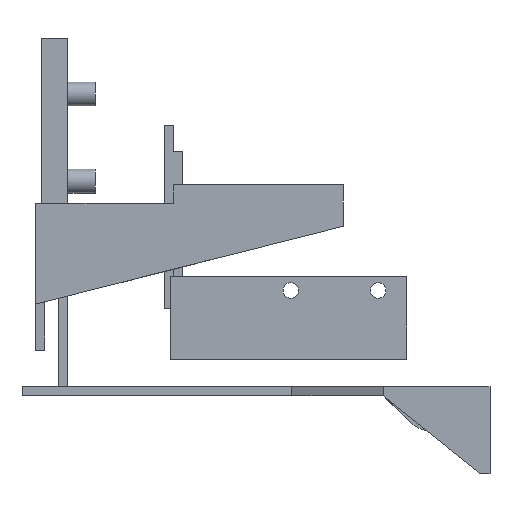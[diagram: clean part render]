
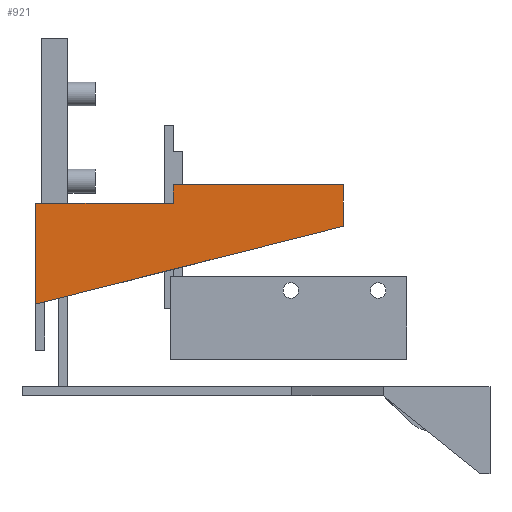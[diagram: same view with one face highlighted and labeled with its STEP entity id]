
A CAD part, front view. The second image highlights one B-rep face of the part: STEP entity #921.
In plain terms, the highlighted planar face has unit normal (0, -1, 0).
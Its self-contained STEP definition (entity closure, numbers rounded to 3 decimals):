
#803=CARTESIAN_POINT('',(28.,-2.,42.));
#804=VERTEX_POINT('',#803);
#819=CARTESIAN_POINT('',(-2.,-2.,42.));
#820=VERTEX_POINT('',#819);
#827=CARTESIAN_POINT('',(28.,-2.,42.));
#828=DIRECTION('',(-1.,-0.,0.));
#829=VECTOR('',#828,30.);
#830=LINE('',#827,#829);
#831=EDGE_CURVE('',#804,#820,#830,.T.);
#875=CARTESIAN_POINT('',(0.,-2.,40.));
#876=DIRECTION('',(0.,-1.,0.));
#877=DIRECTION('',(1.,0.,0.));
#878=AXIS2_PLACEMENT_3D('',#875,#876,#877);
#879=PLANE('',#878);
#880=CARTESIAN_POINT('',(-2.,-2.,20.));
#881=VERTEX_POINT('',#880);
#882=CARTESIAN_POINT('',(-2.,-2.,20.));
#883=DIRECTION('',(0.,0.,1.));
#884=VECTOR('',#883,22.);
#885=LINE('',#882,#884);
#886=EDGE_CURVE('',#881,#820,#885,.T.);
#887=ORIENTED_EDGE('',*,*,#886,.F.);
#888=CARTESIAN_POINT('',(65.,-2.,37.));
#889=VERTEX_POINT('',#888);
#890=CARTESIAN_POINT('',(-2.,-2.,20.));
#891=DIRECTION('',(0.969,0.,0.246));
#892=VECTOR('',#891,69.123);
#893=LINE('',#890,#892);
#894=EDGE_CURVE('',#881,#889,#893,.T.);
#895=ORIENTED_EDGE('',*,*,#894,.T.);
#896=CARTESIAN_POINT('',(65.,-2.,46.));
#897=VERTEX_POINT('',#896);
#898=CARTESIAN_POINT('',(65.,-2.,46.));
#899=DIRECTION('',(0.,0.,-1.));
#900=VECTOR('',#899,9.);
#901=LINE('',#898,#900);
#902=EDGE_CURVE('',#897,#889,#901,.T.);
#903=ORIENTED_EDGE('',*,*,#902,.F.);
#904=CARTESIAN_POINT('',(28.,-2.,46.));
#905=VERTEX_POINT('',#904);
#906=CARTESIAN_POINT('',(65.,-2.,46.));
#907=DIRECTION('',(-1.,-0.,0.));
#908=VECTOR('',#907,37.);
#909=LINE('',#906,#908);
#910=EDGE_CURVE('',#897,#905,#909,.T.);
#911=ORIENTED_EDGE('',*,*,#910,.T.);
#912=CARTESIAN_POINT('',(28.,-2.,46.));
#913=DIRECTION('',(0.,0.,-1.));
#914=VECTOR('',#913,4.);
#915=LINE('',#912,#914);
#916=EDGE_CURVE('',#905,#804,#915,.T.);
#917=ORIENTED_EDGE('',*,*,#916,.T.);
#918=ORIENTED_EDGE('',*,*,#831,.T.);
#919=EDGE_LOOP('',(#887,#895,#903,#911,#917,#918));
#920=FACE_BOUND('',#919,.T.);
#921=ADVANCED_FACE('',(#920),#879,.T.);
